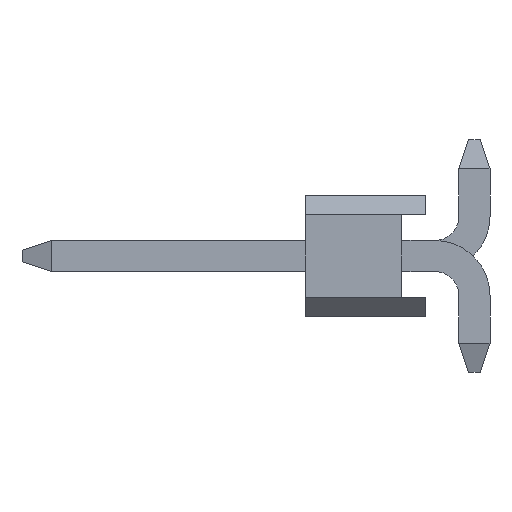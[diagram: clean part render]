
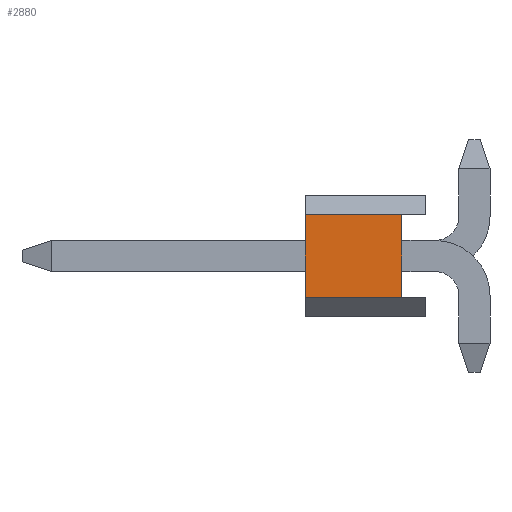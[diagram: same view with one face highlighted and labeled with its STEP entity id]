
A CAD part, left-side view. The second image highlights one B-rep face of the part: STEP entity #2880.
In plain terms, the highlighted planar face has unit normal (-1, 0, 0).
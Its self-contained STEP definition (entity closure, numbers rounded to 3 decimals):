
#1=DIRECTION('',(0.,1.,0.));
#2=VECTOR('',#1,1.99);
#3=CARTESIAN_POINT('',(-7.62,-0.745,-0.855));
#4=LINE('',#3,#2);
#5=DIRECTION('',(0.,0.,1.));
#6=VECTOR('',#5,1.71);
#7=CARTESIAN_POINT('',(-7.62,1.245,-0.855));
#8=LINE('',#7,#6);
#9=DIRECTION('',(0.,1.,0.));
#10=VECTOR('',#9,1.99);
#11=CARTESIAN_POINT('',(-7.62,-0.745,0.855));
#12=LINE('',#11,#10);
#13=DIRECTION('',(0.,0.,-1.));
#14=VECTOR('',#13,1.71);
#15=CARTESIAN_POINT('',(-7.62,-0.745,0.855));
#16=LINE('',#15,#14);
#2265=CARTESIAN_POINT('',(-7.62,-0.745,-0.855));
#2266=CARTESIAN_POINT('',(-7.62,1.245,-0.855));
#2267=VERTEX_POINT('',#2265);
#2268=VERTEX_POINT('',#2266);
#2288=CARTESIAN_POINT('',(-7.62,1.245,0.855));
#2290=VERTEX_POINT('',#2288);
#2407=CARTESIAN_POINT('',(-7.62,-0.745,0.855));
#2408=VERTEX_POINT('',#2407);
#2865=CARTESIAN_POINT('',(-7.62,0.,0.));
#2866=DIRECTION('',(1.,0.,0.));
#2867=DIRECTION('',(0.,0.,-1.));
#2868=AXIS2_PLACEMENT_3D('',#2865,#2866,#2867);
#2869=PLANE('',#2868);
#2871=ORIENTED_EDGE('',*,*,#2870,.T.);
#2873=ORIENTED_EDGE('',*,*,#2872,.T.);
#2875=ORIENTED_EDGE('',*,*,#2874,.F.);
#2877=ORIENTED_EDGE('',*,*,#2876,.T.);
#2878=EDGE_LOOP('',(#2871,#2873,#2875,#2877));
#2879=FACE_OUTER_BOUND('',#2878,.F.);
#2880=ADVANCED_FACE('',(#2879),#2869,.F.);
#2870=EDGE_CURVE('',#2267,#2268,#4,.T.);
#2872=EDGE_CURVE('',#2268,#2290,#8,.T.);
#2874=EDGE_CURVE('',#2408,#2290,#12,.T.);
#2876=EDGE_CURVE('',#2408,#2267,#16,.T.);
